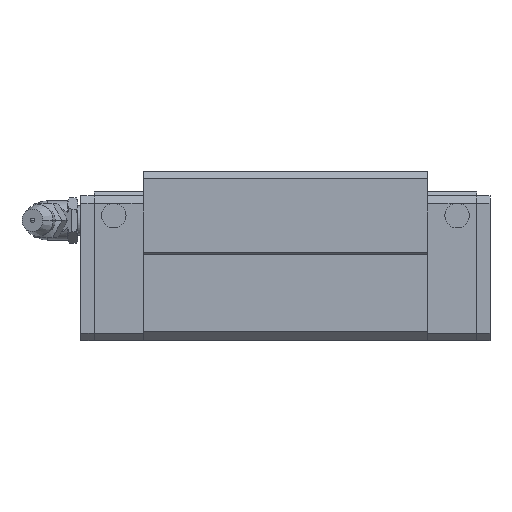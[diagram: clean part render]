
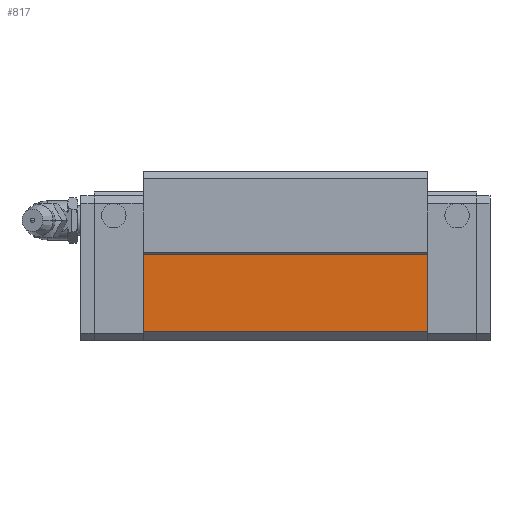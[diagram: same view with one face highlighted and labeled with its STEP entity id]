
A CAD part, front view. The second image highlights one B-rep face of the part: STEP entity #817.
In plain terms, the highlighted planar face has unit normal (0, -1, 0).
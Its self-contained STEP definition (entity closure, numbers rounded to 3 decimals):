
#756=CARTESIAN_POINT('POINT46',(70.7,-23.5,
   1.8));
#757=VERTEX_POINT('VERTEX46',#756);
#764=CARTESIAN_POINT('POINT47',(12.7,-23.5,
   1.8));
#765=VERTEX_POINT('VERTEX47',#764);
#766=CARTESIAN_POINT('POS77',(12.7,-23.5,
   1.8));
#767=DIRECTION('DIR116',(1.,0.,0.));
#768=VECTOR('VEC38',#767,1.);
#769=LINE('STRAIGHT38',#766,#768);
#770=EDGE_CURVE('EDGE76',#765,#757,#769,.T.);
#787=CARTESIAN_POINT('POINT48',(70.7,-23.5,
   17.5));
#788=VERTEX_POINT('VERTEX48',#787);
#789=CARTESIAN_POINT('POS80',(70.7,-23.5,
   17.5));
#790=DIRECTION('DIR120',(0.,0.,1.));
#791=VECTOR('VEC40',#790,1.);
#792=LINE('STRAIGHT40',#789,#791);
#793=EDGE_CURVE('EDGE78',#757,#788,#792,.T.);
#794=ORIENTED_EDGE('COEDGE143',*,*,#793,.T.);
#795=CARTESIAN_POINT('POINT49',(12.7,-23.5,
   17.5));
#796=VERTEX_POINT('VERTEX49',#795);
#797=CARTESIAN_POINT('POS81',(12.7,-23.5,
   17.5));
#798=DIRECTION('DIR121',(1.,0.,0.));
#799=VECTOR('VEC41',#798,1.);
#800=LINE('STRAIGHT41',#797,#799);
#801=EDGE_CURVE('EDGE79',#796,#788,#800,.T.);
#802=ORIENTED_EDGE('COEDGE144',*,*,#801,.F.);
#803=CARTESIAN_POINT('POS82',(12.7,-23.5,
   17.5));
#804=DIRECTION('DIR122',(0.,0.,-1.));
#805=VECTOR('VEC42',#804,1.);
#806=LINE('STRAIGHT42',#803,#805);
#807=EDGE_CURVE('EDGE80',#796,#765,#806,.T.);
#808=ORIENTED_EDGE('COEDGE145',*,*,#807,.T.);
#809=ORIENTED_EDGE('COEDGE146',*,*,#770,.T.);
#810=EDGE_LOOP('NONE',(#794,#802,#808,#809));
#811=FACE_BOUND('LOOP1',#810,.T.);
#812=CARTESIAN_POINT('POS83',(12.7,-23.5,
   1.8));
#813=DIRECTION('DIR123',(0.,-1.,0.));
#814=DIRECTION('DIR124',(1.,0.,0.));
#815=AXIS2_PLACEMENT_3D('AXIS41',#812,#813,#814);
#816=PLANE('PLANE6',#815);
#817=ADVANCED_FACE('FACE38',(#811),#816,.T.);
